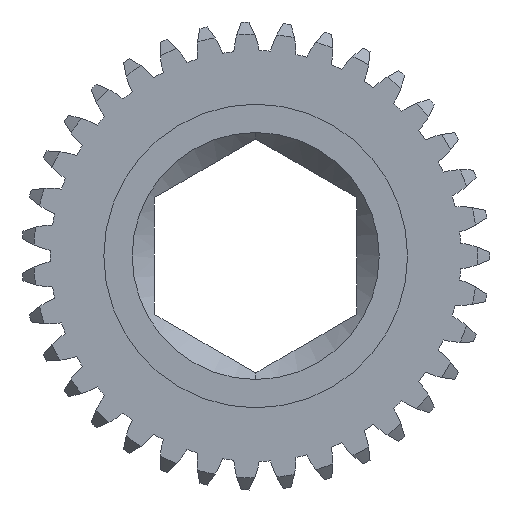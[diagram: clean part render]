
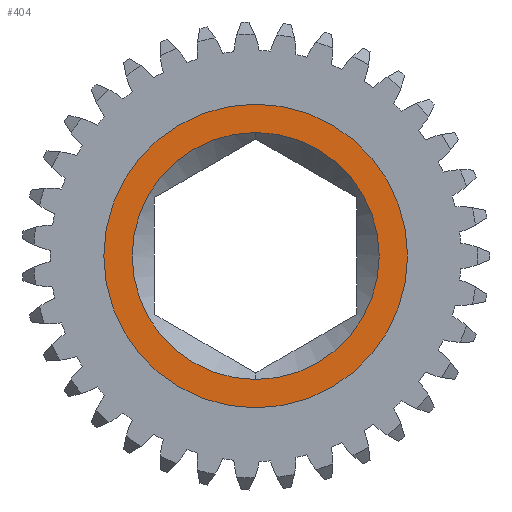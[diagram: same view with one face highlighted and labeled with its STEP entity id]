
A CAD part, left-side view. The second image highlights one B-rep face of the part: STEP entity #404.
In plain terms, the highlighted planar face has unit normal (-1, 0, 0).
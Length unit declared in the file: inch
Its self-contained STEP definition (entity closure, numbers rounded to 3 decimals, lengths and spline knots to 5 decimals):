
#122 = DIRECTION ( 'NONE',  ( -1., 0., 0. ) ) ;
#138 = EDGE_LOOP ( 'NONE', ( #5251, #3465 ) ) ;
#283 = DIRECTION ( 'NONE',  ( 0., 0., -1. ) ) ;
#308 = DIRECTION ( 'NONE',  ( 0., 0., -1. ) ) ;
#404 = ADVANCED_FACE ( 'NONE', ( #7546, #6248 ), #5737, .T. ) ;
#600 = DIRECTION ( 'NONE',  ( 0., 0., 1. ) ) ;
#706 = DIRECTION ( 'NONE',  ( 0., 0., 1. ) ) ;
#795 = DIRECTION ( 'NONE',  ( -1., 0., 0. ) ) ;
#1126 = CIRCLE ( 'NONE', #3232, 0.305 ) ;
#1174 = AXIS2_PLACEMENT_3D ( 'NONE', #2145, #4044, #283 ) ;
#1188 = DIRECTION ( 'NONE',  ( -1., 0., 0. ) ) ;
#1474 = EDGE_CURVE ( 'NONE', #2011, #6540, #5310, .T. ) ;
#1701 = CIRCLE ( 'NONE', #1174, 0.305 ) ;
#2011 = VERTEX_POINT ( 'NONE', #3913 ) ;
#2145 = CARTESIAN_POINT ( 'NONE',  ( -0.0625, 0., 0. ) ) ;
#2569 = EDGE_CURVE ( 'NONE', #3457, #2862, #1126, .T. ) ;
#2862 = VERTEX_POINT ( 'NONE', #4349 ) ;
#3232 = AXIS2_PLACEMENT_3D ( 'NONE', #5451, #3656, #308 ) ;
#3457 = VERTEX_POINT ( 'NONE', #5400 ) ;
#3465 = ORIENTED_EDGE ( 'NONE', *, *, #7992, .T. ) ;
#3656 = DIRECTION ( 'NONE',  ( 1., 0., 0. ) ) ;
#3701 = CARTESIAN_POINT ( 'NONE',  ( -0.0625, 0., 0. ) ) ;
#3913 = CARTESIAN_POINT ( 'NONE',  ( -0.0625, 0., -0.375 ) ) ;
#4044 = DIRECTION ( 'NONE',  ( 1., 0., 0. ) ) ;
#4125 = AXIS2_PLACEMENT_3D ( 'NONE', #5807, #122, #706 ) ;
#4266 = EDGE_LOOP ( 'NONE', ( #7033, #6584 ) ) ;
#4341 = AXIS2_PLACEMENT_3D ( 'NONE', #6483, #795, #7739 ) ;
#4349 = CARTESIAN_POINT ( 'NONE',  ( -0.0625, 0., 0.305 ) ) ;
#4596 = CIRCLE ( 'NONE', #4341, 0.375 ) ;
#4948 = EDGE_CURVE ( 'NONE', #6540, #2011, #4596, .T. ) ;
#5066 = AXIS2_PLACEMENT_3D ( 'NONE', #3701, #1188, #600 ) ;
#5251 = ORIENTED_EDGE ( 'NONE', *, *, #2569, .T. ) ;
#5310 = CIRCLE ( 'NONE', #4125, 0.375 ) ;
#5400 = CARTESIAN_POINT ( 'NONE',  ( -0.0625, 0., -0.305 ) ) ;
#5449 = CARTESIAN_POINT ( 'NONE',  ( -0.0625, 0., 0.375 ) ) ;
#5451 = CARTESIAN_POINT ( 'NONE',  ( -0.0625, 0., 0. ) ) ;
#5737 = PLANE ( 'NONE',  #5066 ) ;
#5807 = CARTESIAN_POINT ( 'NONE',  ( -0.0625, 0., 0. ) ) ;
#6248 = FACE_OUTER_BOUND ( 'NONE', #4266, .T. ) ;
#6483 = CARTESIAN_POINT ( 'NONE',  ( -0.0625, 0., 0. ) ) ;
#6540 = VERTEX_POINT ( 'NONE', #5449 ) ;
#6584 = ORIENTED_EDGE ( 'NONE', *, *, #4948, .T. ) ;
#7033 = ORIENTED_EDGE ( 'NONE', *, *, #1474, .T. ) ;
#7546 = FACE_BOUND ( 'NONE', #138, .T. ) ;
#7739 = DIRECTION ( 'NONE',  ( 0., 0., 1. ) ) ;
#7992 = EDGE_CURVE ( 'NONE', #2862, #3457, #1701, .T. ) ;
